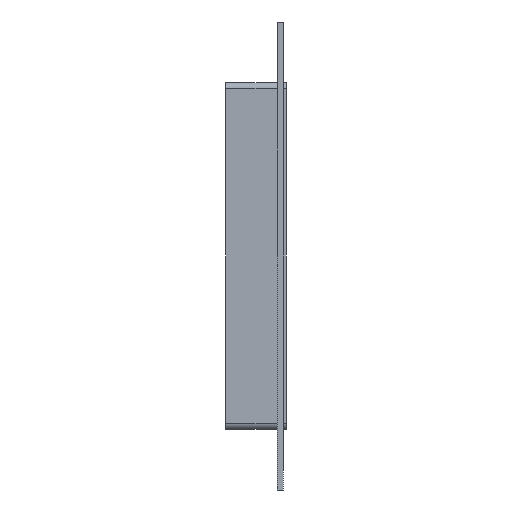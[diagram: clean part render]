
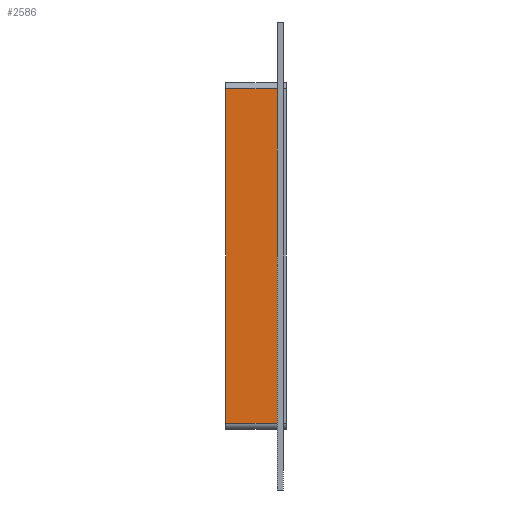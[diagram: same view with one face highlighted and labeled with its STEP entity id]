
A CAD part, left-side view. The second image highlights one B-rep face of the part: STEP entity #2586.
In plain terms, the highlighted planar face has unit normal (-1, 0, 0).
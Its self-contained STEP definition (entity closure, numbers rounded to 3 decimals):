
#1417=CARTESIAN_POINT('',(-262.0,57.0,-165.5));
#1418=VERTEX_POINT('',#1417);
#1426=CARTESIAN_POINT('',(-262.0,57.0,165.5));
#1427=VERTEX_POINT('',#1426);
#1428=CARTESIAN_POINT('',(-262.0,57.0,-165.5));
#1429=DIRECTION('',(0.0,0.0,1.0));
#1430=VECTOR('',#1429,331.0);
#1431=LINE('',#1428,#1430);
#1432=EDGE_CURVE('',#1418,#1427,#1431,.T.);
#2019=CARTESIAN_POINT('',(-262.0,6.,-165.5));
#2020=VERTEX_POINT('',#2019);
#2070=CARTESIAN_POINT('',(-262.0,6.,165.5));
#2071=VERTEX_POINT('',#2070);
#2079=CARTESIAN_POINT('',(-262.0,6.,-165.5));
#2080=DIRECTION('',(0.0,0.0,1.0));
#2081=VECTOR('',#2080,331.0);
#2082=LINE('',#2079,#2081);
#2083=EDGE_CURVE('',#2020,#2071,#2082,.T.);
#2559=CARTESIAN_POINT('',(-262.0,6.,-165.5));
#2560=DIRECTION('',(0.0,1.0,0.0));
#2561=VECTOR('',#2560,51.0);
#2562=LINE('',#2559,#2561);
#2563=EDGE_CURVE('',#2020,#1418,#2562,.T.);
#2570=CARTESIAN_POINT('',(-262.0,0.0,-171.5));
#2571=DIRECTION('',(-1.0,0.0,0.0));
#2572=DIRECTION('',(0.0,0.0,1.0));
#2573=AXIS2_PLACEMENT_3D('',#2570,#2571,#2572);
#2574=PLANE('',#2573);
#2575=ORIENTED_EDGE('',*,*,#2083,.T.);
#2576=CARTESIAN_POINT('',(-262.0,57.0,165.5));
#2577=DIRECTION('',(0.0,-1.0,0.0));
#2578=VECTOR('',#2577,51.0);
#2579=LINE('',#2576,#2578);
#2580=EDGE_CURVE('',#1427,#2071,#2579,.T.);
#2581=ORIENTED_EDGE('',*,*,#2580,.F.);
#2582=ORIENTED_EDGE('',*,*,#1432,.F.);
#2583=ORIENTED_EDGE('',*,*,#2563,.F.);
#2584=EDGE_LOOP('',(#2575,#2581,#2582,#2583));
#2585=FACE_OUTER_BOUND('',#2584,.T.);
#2586=ADVANCED_FACE('',(#2585),#2574,.T.);
